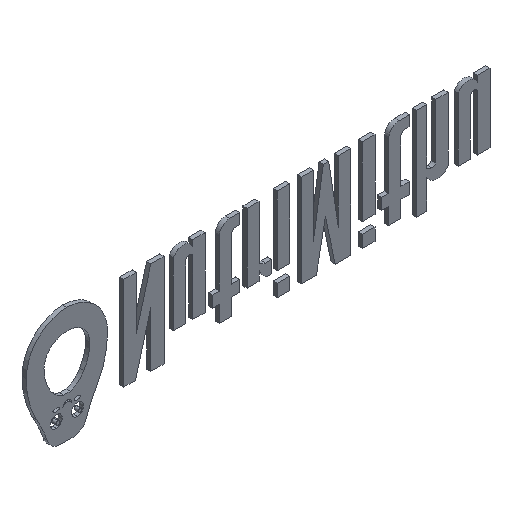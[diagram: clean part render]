
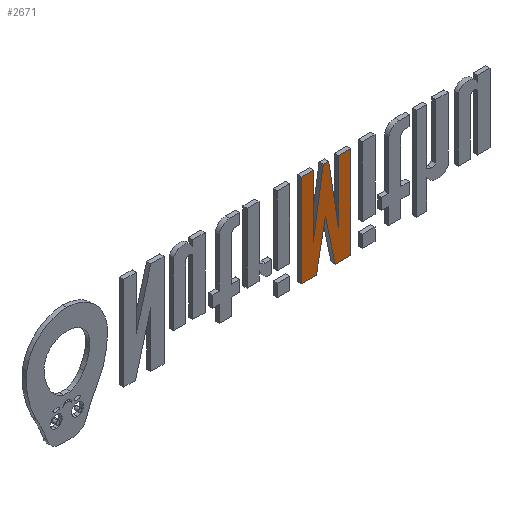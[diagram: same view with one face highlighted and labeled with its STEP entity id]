
A CAD part, isometric view. The second image highlights one B-rep face of the part: STEP entity #2671.
In plain terms, the highlighted planar face has unit normal (0, -1, 0).
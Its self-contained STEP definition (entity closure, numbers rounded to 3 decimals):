
#60 = DIRECTION ( 'NONE',  ( -1., 0., 0. ) ) ;
#67 = DIRECTION ( 'NONE',  ( -1., 0., 0. ) ) ;
#78 = VERTEX_POINT ( 'NONE', #2763 ) ;
#159 = CARTESIAN_POINT ( 'NONE',  ( 30.059, 0., -24.94 ) ) ;
#165 = DIRECTION ( 'NONE',  ( 1., 0., 0. ) ) ;
#213 = VERTEX_POINT ( 'NONE', #401 ) ;
#274 = CARTESIAN_POINT ( 'NONE',  ( 29.173, 0., -22.734 ) ) ;
#290 = CARTESIAN_POINT ( 'NONE',  ( 29.173, 0., -18.279 ) ) ;
#334 = DIRECTION ( 'NONE',  ( -1., 0., 0. ) ) ;
#397 = DIRECTION ( 'NONE',  ( 0.207, 0., -0.978 ) ) ;
#401 = CARTESIAN_POINT ( 'NONE',  ( 28.089, 0., -18.279 ) ) ;
#417 = CARTESIAN_POINT ( 'NONE',  ( 30.059, 0., -18.279 ) ) ;
#462 = DIRECTION ( 'NONE',  ( -0.154, 0., 0.988 ) ) ;
#526 = ORIENTED_EDGE ( 'NONE', *, *, #3090, .T. ) ;
#550 = VERTEX_POINT ( 'NONE', #290 ) ;
#553 = EDGE_CURVE ( 'NONE', #213, #607, #5205, .T. ) ;
#574 = DIRECTION ( 'NONE',  ( 0., 0., -1. ) ) ;
#579 = VERTEX_POINT ( 'NONE', #2406 ) ;
#607 = VERTEX_POINT ( 'NONE', #2979 ) ;
#634 = PLANE ( 'NONE',  #2646 ) ;
#822 = VECTOR ( 'NONE', #574, 1000. ) ;
#869 = EDGE_CURVE ( 'NONE', #2781, #579, #1691, .T. ) ;
#918 = VECTOR ( 'NONE', #397, 1000. ) ;
#933 = VECTOR ( 'NONE', #462, 1000. ) ;
#969 = DIRECTION ( 'NONE',  ( 0., -1., 0. ) ) ;
#1022 = VERTEX_POINT ( 'NONE', #5107 ) ;
#1052 = VERTEX_POINT ( 'NONE', #1386 ) ;
#1386 = CARTESIAN_POINT ( 'NONE',  ( 26.499, 0., -18.279 ) ) ;
#1401 = ORIENTED_EDGE ( 'NONE', *, *, #1656, .T. ) ;
#1461 = ORIENTED_EDGE ( 'NONE', *, *, #553, .T. ) ;
#1470 = VERTEX_POINT ( 'NONE', #1925 ) ;
#1656 = EDGE_CURVE ( 'NONE', #1052, #1470, #2203, .T. ) ;
#1676 = VECTOR ( 'NONE', #4919, 1000. ) ;
#1691 = LINE ( 'NONE', #4588, #933 ) ;
#1758 = LINE ( 'NONE', #5210, #2064 ) ;
#1797 = EDGE_CURVE ( 'NONE', #4823, #3832, #4110, .T. ) ;
#1802 = CARTESIAN_POINT ( 'NONE',  ( 26.499, 0., -18.279 ) ) ;
#1925 = CARTESIAN_POINT ( 'NONE',  ( 26.499, 0., -24.94 ) ) ;
#2050 = VECTOR ( 'NONE', #3631, 1000. ) ;
#2064 = VECTOR ( 'NONE', #4599, 1000. ) ;
#2072 = DIRECTION ( 'NONE',  ( 0., 0., -1. ) ) ;
#2203 = LINE ( 'NONE', #1802, #822 ) ;
#2255 = EDGE_CURVE ( 'NONE', #607, #1022, #4574, .T. ) ;
#2291 = DIRECTION ( 'NONE',  ( 0., 0., -1. ) ) ;
#2297 = EDGE_CURVE ( 'NONE', #4982, #550, #5355, .T. ) ;
#2309 = VECTOR ( 'NONE', #165, 1000. ) ;
#2346 = CARTESIAN_POINT ( 'NONE',  ( 26.499, 0., -24.94 ) ) ;
#2406 = CARTESIAN_POINT ( 'NONE',  ( 28.479, 0., -18.279 ) ) ;
#2451 = EDGE_CURVE ( 'NONE', #78, #4823, #1758, .T. ) ;
#2482 = EDGE_CURVE ( 'NONE', #1022, #1052, #3007, .T. ) ;
#2557 = CARTESIAN_POINT ( 'NONE',  ( 28.949, 0., -24.94 ) ) ;
#2646 = AXIS2_PLACEMENT_3D ( 'NONE', #4375, #969, #2291 ) ;
#2660 = ORIENTED_EDGE ( 'NONE', *, *, #869, .T. ) ;
#2671 = ADVANCED_FACE ( 'NONE', ( #2677 ), #634, .T. ) ;
#2672 = ORIENTED_EDGE ( 'NONE', *, *, #5292, .T. ) ;
#2677 = FACE_OUTER_BOUND ( 'NONE', #2912, .T. ) ;
#2763 = CARTESIAN_POINT ( 'NONE',  ( 27.597, 0., -24.94 ) ) ;
#2781 = VERTEX_POINT ( 'NONE', #274 ) ;
#2832 = ORIENTED_EDGE ( 'NONE', *, *, #5074, .T. ) ;
#2912 = EDGE_LOOP ( 'NONE', ( #3669, #1401, #3043, #4080, #3695, #526, #2672, #4166, #5179, #2660, #2832, #1461, #3315 ) ) ;
#2916 = CARTESIAN_POINT ( 'NONE',  ( 30.059, 0., -18.279 ) ) ;
#2979 = CARTESIAN_POINT ( 'NONE',  ( 27.374, 0., -22.734 ) ) ;
#3007 = LINE ( 'NONE', #3791, #4196 ) ;
#3008 = CARTESIAN_POINT ( 'NONE',  ( 28.949, 0., -24.94 ) ) ;
#3042 = LINE ( 'NONE', #159, #3665 ) ;
#3043 = ORIENTED_EDGE ( 'NONE', *, *, #4837, .T. ) ;
#3090 = EDGE_CURVE ( 'NONE', #3832, #4940, #3830, .T. ) ;
#3315 = ORIENTED_EDGE ( 'NONE', *, *, #2255, .T. ) ;
#3319 = VECTOR ( 'NONE', #2072, 1000. ) ;
#3407 = CARTESIAN_POINT ( 'NONE',  ( 29.173, 0., -18.279 ) ) ;
#3519 = CARTESIAN_POINT ( 'NONE',  ( 28.244, 0., -21.609 ) ) ;
#3607 = CARTESIAN_POINT ( 'NONE',  ( 28.089, 0., -18.279 ) ) ;
#3631 = DIRECTION ( 'NONE',  ( -0.158, 0., -0.987 ) ) ;
#3665 = VECTOR ( 'NONE', #4695, 1000. ) ;
#3669 = ORIENTED_EDGE ( 'NONE', *, *, #2482, .T. ) ;
#3695 = ORIENTED_EDGE ( 'NONE', *, *, #1797, .T. ) ;
#3785 = LINE ( 'NONE', #5005, #3922 ) ;
#3791 = CARTESIAN_POINT ( 'NONE',  ( 27.374, 0., -18.279 ) ) ;
#3830 = LINE ( 'NONE', #2557, #2309 ) ;
#3832 = VERTEX_POINT ( 'NONE', #3008 ) ;
#3922 = VECTOR ( 'NONE', #60, 1000. ) ;
#4080 = ORIENTED_EDGE ( 'NONE', *, *, #2451, .T. ) ;
#4110 = LINE ( 'NONE', #4553, #918 ) ;
#4166 = ORIENTED_EDGE ( 'NONE', *, *, #2297, .T. ) ;
#4196 = VECTOR ( 'NONE', #67, 1000. ) ;
#4375 = CARTESIAN_POINT ( 'NONE',  ( 0., 0., 0. ) ) ;
#4553 = CARTESIAN_POINT ( 'NONE',  ( 28.244, 0., -21.609 ) ) ;
#4574 = LINE ( 'NONE', #4985, #4922 ) ;
#4588 = CARTESIAN_POINT ( 'NONE',  ( 29.173, 0., -22.734 ) ) ;
#4599 = DIRECTION ( 'NONE',  ( 0.191, 0., 0.982 ) ) ;
#4695 = DIRECTION ( 'NONE',  ( 0., 0., 1. ) ) ;
#4823 = VERTEX_POINT ( 'NONE', #3519 ) ;
#4837 = EDGE_CURVE ( 'NONE', #1470, #78, #4863, .T. ) ;
#4863 = LINE ( 'NONE', #2346, #1676 ) ;
#4919 = DIRECTION ( 'NONE',  ( 1., 0., 0. ) ) ;
#4922 = VECTOR ( 'NONE', #5297, 1000. ) ;
#4940 = VERTEX_POINT ( 'NONE', #5272 ) ;
#4979 = LINE ( 'NONE', #3407, #3319 ) ;
#4982 = VERTEX_POINT ( 'NONE', #2916 ) ;
#4985 = CARTESIAN_POINT ( 'NONE',  ( 27.374, 0., -22.734 ) ) ;
#5005 = CARTESIAN_POINT ( 'NONE',  ( 28.479, 0., -18.279 ) ) ;
#5022 = EDGE_CURVE ( 'NONE', #550, #2781, #4979, .T. ) ;
#5074 = EDGE_CURVE ( 'NONE', #579, #213, #3785, .T. ) ;
#5107 = CARTESIAN_POINT ( 'NONE',  ( 27.374, 0., -18.279 ) ) ;
#5179 = ORIENTED_EDGE ( 'NONE', *, *, #5022, .T. ) ;
#5205 = LINE ( 'NONE', #3607, #2050 ) ;
#5210 = CARTESIAN_POINT ( 'NONE',  ( 27.597, 0., -24.94 ) ) ;
#5272 = CARTESIAN_POINT ( 'NONE',  ( 30.059, 0., -24.94 ) ) ;
#5292 = EDGE_CURVE ( 'NONE', #4940, #4982, #3042, .T. ) ;
#5297 = DIRECTION ( 'NONE',  ( 0., 0., 1. ) ) ;
#5352 = VECTOR ( 'NONE', #334, 1000. ) ;
#5355 = LINE ( 'NONE', #417, #5352 ) ;
